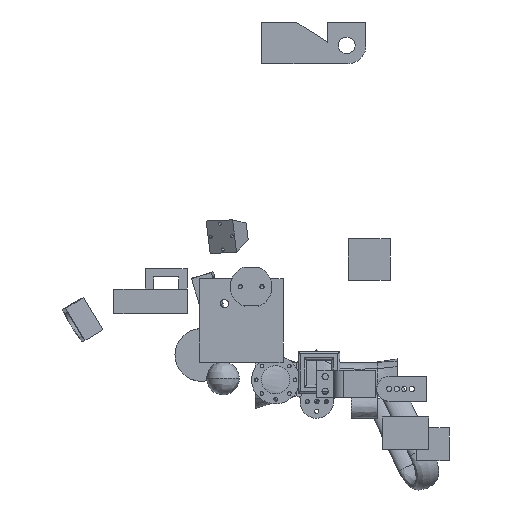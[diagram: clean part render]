
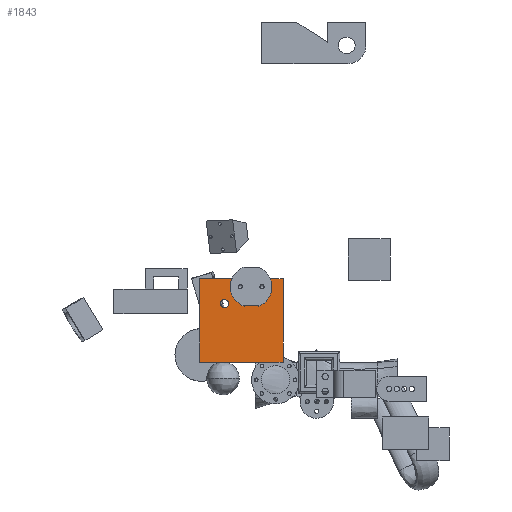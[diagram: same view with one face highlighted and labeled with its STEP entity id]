
A CAD part, front view. The second image highlights one B-rep face of the part: STEP entity #1843.
In plain terms, the highlighted free-form (B-spline) face has degree [1, 1] with [2, 2] control points.
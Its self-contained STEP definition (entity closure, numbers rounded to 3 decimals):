
#1665 = VERTEX_POINT('',#1666);
#1666 = CARTESIAN_POINT('',(-449.513,111.303,
    269.594));
#1684 = VERTEX_POINT('',#1685);
#1685 = CARTESIAN_POINT('',(-449.513,111.303,
    239.556));
#1690 = EDGE_CURVE('',#1684,#1665,#1691,.T.);
#1691 = ( BOUNDED_CURVE() B_SPLINE_CURVE(2,(#1692,#1693,#1694,#1695,
#1696),.UNSPECIFIED.,.F.,.F.) B_SPLINE_CURVE_WITH_KNOTS((3,2,3),(
    3.142,4.712,6.283),
.PIECEWISE_BEZIER_KNOTS.) CURVE() GEOMETRIC_REPRESENTATION_ITEM() 
RATIONAL_B_SPLINE_CURVE((1.,0.707,1.,0.707,1.)) 
REPRESENTATION_ITEM('') );
#1692 = CARTESIAN_POINT('',(-449.513,111.303,
    239.556));
#1693 = CARTESIAN_POINT('',(-464.533,111.303,
    239.556));
#1694 = CARTESIAN_POINT('',(-464.533,111.303,
    254.575));
#1695 = CARTESIAN_POINT('',(-464.533,111.303,
    269.594));
#1696 = CARTESIAN_POINT('',(-449.513,111.303,
    269.594));
#1712 = EDGE_CURVE('',#1713,#1715,#1717,.T.);
#1713 = VERTEX_POINT('',#1714);
#1714 = CARTESIAN_POINT('',(-239.242,111.303,
    344.691));
#1715 = VERTEX_POINT('',#1716);
#1716 = CARTESIAN_POINT('',(-239.242,111.303,
    44.303));
#1717 = B_SPLINE_CURVE_WITH_KNOTS('',1,(#1718,#1719),.UNSPECIFIED.,.F.,
  .F.,(2,2),(-254.,-0.),.PIECEWISE_BEZIER_KNOTS.);
#1718 = CARTESIAN_POINT('',(-239.242,111.303,
    344.691));
#1719 = CARTESIAN_POINT('',(-239.242,111.303,
    44.303));
#1748 = EDGE_CURVE('',#1715,#1749,#1751,.T.);
#1749 = VERTEX_POINT('',#1750);
#1750 = CARTESIAN_POINT('',(-539.63,111.303,
    44.303));
#1751 = B_SPLINE_CURVE_WITH_KNOTS('',1,(#1752,#1753),.UNSPECIFIED.,.F.,
  .F.,(2,2),(-254.,-0.),.PIECEWISE_BEZIER_KNOTS.);
#1752 = CARTESIAN_POINT('',(-239.242,111.303,
    44.303));
#1753 = CARTESIAN_POINT('',(-539.63,111.303,
    44.303));
#1776 = EDGE_CURVE('',#1749,#1777,#1779,.T.);
#1777 = VERTEX_POINT('',#1778);
#1778 = CARTESIAN_POINT('',(-539.63,111.303,
    344.691));
#1779 = B_SPLINE_CURVE_WITH_KNOTS('',1,(#1780,#1781),.UNSPECIFIED.,.F.,
  .F.,(2,2),(0.,254.),.PIECEWISE_BEZIER_KNOTS.);
#1780 = CARTESIAN_POINT('',(-539.63,111.303,
    44.303));
#1781 = CARTESIAN_POINT('',(-539.63,111.303,
    344.691));
#1804 = EDGE_CURVE('',#1777,#1713,#1805,.T.);
#1805 = B_SPLINE_CURVE_WITH_KNOTS('',1,(#1806,#1807),.UNSPECIFIED.,.F.,
  .F.,(2,2),(0.,254.),.PIECEWISE_BEZIER_KNOTS.);
#1806 = CARTESIAN_POINT('',(-539.63,111.303,
    344.691));
#1807 = CARTESIAN_POINT('',(-239.242,111.303,
    344.691));
#1843 = ADVANCED_FACE('',(#1844,#1855),#1861,.F.);
#1844 = FACE_BOUND('',#1845,.T.);
#1845 = EDGE_LOOP('',(#1846,#1854));
#1846 = ORIENTED_EDGE('',*,*,#1847,.T.);
#1847 = EDGE_CURVE('',#1665,#1684,#1848,.T.);
#1848 = ( BOUNDED_CURVE() B_SPLINE_CURVE(2,(#1849,#1850,#1851,#1852,
#1853),.UNSPECIFIED.,.F.,.F.) B_SPLINE_CURVE_WITH_KNOTS((3,2,3),(0.,
1.571,3.142),.PIECEWISE_BEZIER_KNOTS.) CURVE() 
GEOMETRIC_REPRESENTATION_ITEM() RATIONAL_B_SPLINE_CURVE((1.,
0.707,1.,0.707,1.)) REPRESENTATION_ITEM('') );
#1849 = CARTESIAN_POINT('',(-449.513,111.303,
    269.594));
#1850 = CARTESIAN_POINT('',(-434.494,111.303,
    269.594));
#1851 = CARTESIAN_POINT('',(-434.494,111.303,
    254.575));
#1852 = CARTESIAN_POINT('',(-434.494,111.303,
    239.556));
#1853 = CARTESIAN_POINT('',(-449.513,111.303,
    239.556));
#1854 = ORIENTED_EDGE('',*,*,#1690,.T.);
#1855 = FACE_BOUND('',#1856,.T.);
#1856 = EDGE_LOOP('',(#1857,#1858,#1859,#1860));
#1857 = ORIENTED_EDGE('',*,*,#1712,.F.);
#1858 = ORIENTED_EDGE('',*,*,#1804,.F.);
#1859 = ORIENTED_EDGE('',*,*,#1776,.F.);
#1860 = ORIENTED_EDGE('',*,*,#1748,.F.);
#1861 = B_SPLINE_SURFACE_WITH_KNOTS('',1,1,(
    (#1862,#1863)
    ,(#1864,#1865
    )),.UNSPECIFIED.,.F.,.F.,.F.,(2,2),(2,2),(-127.,127.),(-127.,127.),
  .PIECEWISE_BEZIER_KNOTS.);
#1862 = CARTESIAN_POINT('',(-539.63,111.303,
    44.303));
#1863 = CARTESIAN_POINT('',(-239.242,111.303,
    44.303));
#1864 = CARTESIAN_POINT('',(-539.63,111.303,
    344.691));
#1865 = CARTESIAN_POINT('',(-239.242,111.303,
    344.691));
